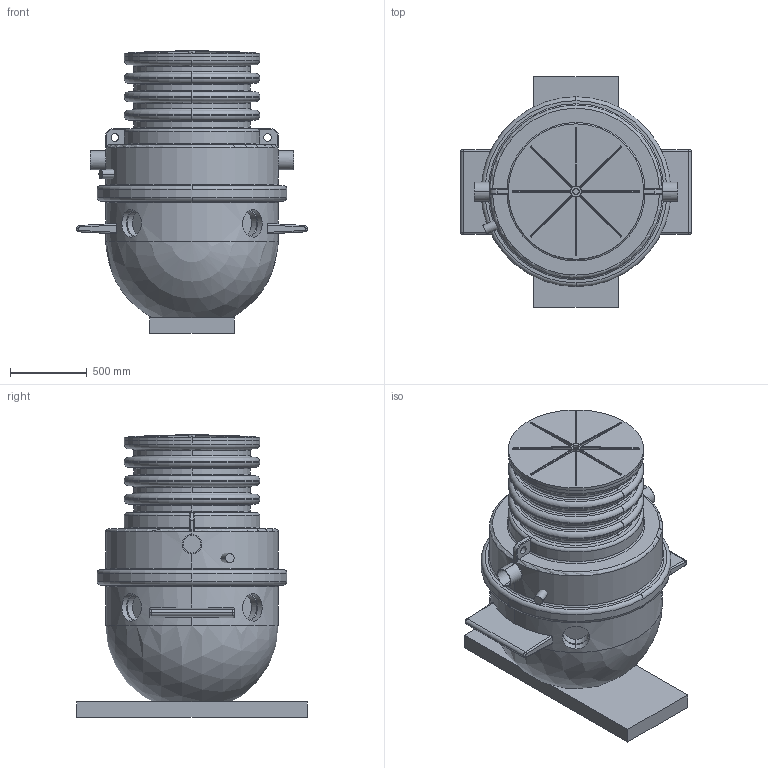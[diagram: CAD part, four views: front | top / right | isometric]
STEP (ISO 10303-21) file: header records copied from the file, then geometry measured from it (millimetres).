
FILE_DESCRIPTION((''),'2;1');
FILE_NAME('3d_DrainLift WS 1100D - TP 50-2506441.stp','2009-02-19T09:53:19',(''),(''),'Mechanical Desktop 2008','Mechanical Desktop 2008',', , ');
FILE_SCHEMA(('CONFIG_CONTROL_DESIGN'));
Length unit declared in the file: millimetre
Products named in the file (1): 3D_DRAINLIFT WS 1100D - TP 50-2506441
Bounding box: 1500 x 1500 x 1837 mm (x, y, z)
Volume: 298667075.2 mm3; surface area: 21629520.7 mm2
Topology: 54 solids, 54 shells, 1587 faces, 3921 edges, 2548 vertices
Faces by surface type: plane 786, cylinder 469, bspline 178, torus 121, cone 30, sphere 3
Entity records: 54933 total; most frequent: CARTESIAN_POINT 16943, DIRECTION 7982, ORIENTED_EDGE 7834, EDGE_CURVE 3917, AXIS2_PLACEMENT_3D 2941, VERTEX_POINT 2548, VECTOR 2100, LINE 2100
